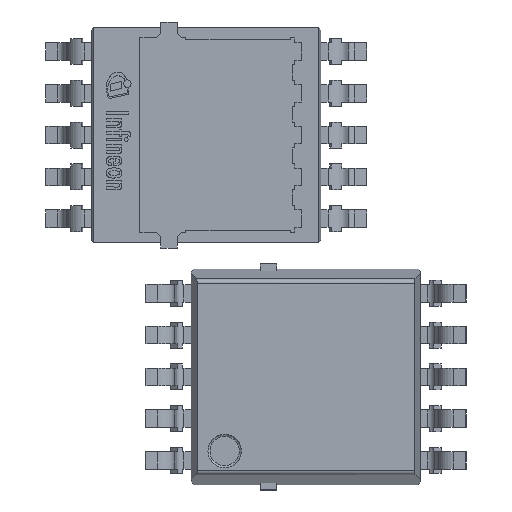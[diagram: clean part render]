
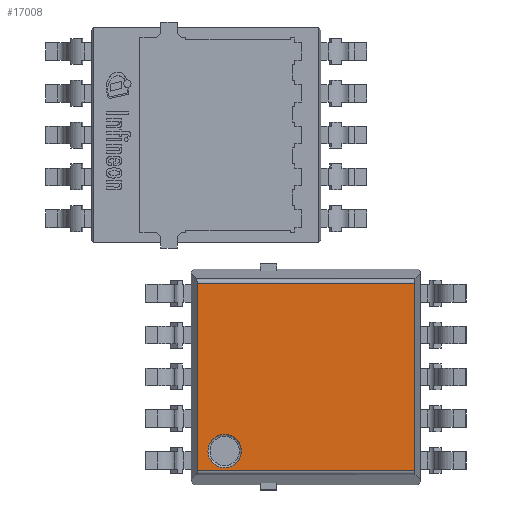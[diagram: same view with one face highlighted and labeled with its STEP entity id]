
A CAD part, top view. The second image highlights one B-rep face of the part: STEP entity #17008.
In plain terms, the highlighted planar face has unit normal (0, 0, 1).
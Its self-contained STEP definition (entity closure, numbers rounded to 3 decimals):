
#202=CIRCLE('',#18124,0.4);
#462=FACE_BOUND('',#2426,.T.);
#1490=FACE_OUTER_BOUND('',#2425,.T.);
#2425=EDGE_LOOP('',(#14021,#14022,#14023,#14024));
#2426=EDGE_LOOP('',(#14025));
#4019=LINE('',#28043,#5897);
#4020=LINE('',#28045,#5898);
#4021=LINE('',#28047,#5899);
#4022=LINE('',#28048,#5900);
#5897=VECTOR('',#21456,1000.);
#5898=VECTOR('',#21457,1000.);
#5899=VECTOR('',#21458,1000.);
#5900=VECTOR('',#21459,1000.);
#7584=VERTEX_POINT('',#27889);
#7657=VERTEX_POINT('',#28041);
#7658=VERTEX_POINT('',#28042);
#7659=VERTEX_POINT('',#28044);
#7660=VERTEX_POINT('',#28046);
#9796=EDGE_CURVE('',#7584,#7584,#202,.T.);
#9869=EDGE_CURVE('',#7657,#7658,#4019,.T.);
#9870=EDGE_CURVE('',#7658,#7659,#4020,.T.);
#9871=EDGE_CURVE('',#7660,#7659,#4021,.T.);
#9872=EDGE_CURVE('',#7660,#7657,#4022,.T.);
#14021=ORIENTED_EDGE('',*,*,#9869,.T.);
#14022=ORIENTED_EDGE('',*,*,#9870,.T.);
#14023=ORIENTED_EDGE('',*,*,#9871,.F.);
#14024=ORIENTED_EDGE('',*,*,#9872,.T.);
#14025=ORIENTED_EDGE('',*,*,#9796,.F.);
#16124=PLANE('',#18129);
#17008=ADVANCED_FACE('',(#1490,#462),#16124,.F.);
#18124=AXIS2_PLACEMENT_3D('',#27891,#21372,#21373);
#18129=AXIS2_PLACEMENT_3D('',#28040,#21454,#21455);
#21372=DIRECTION('center_axis',(0.,0.,1.));
#21373=DIRECTION('ref_axis',(0.,-1.,0.));
#21454=DIRECTION('center_axis',(0.,0.,-1.));
#21455=DIRECTION('ref_axis',(0.,1.,0.));
#21456=DIRECTION('',(0.,1.,0.));
#21457=DIRECTION('',(-1.,0.,0.));
#21458=DIRECTION('',(0.,1.,0.));
#21459=DIRECTION('',(1.,0.,0.));
#27889=CARTESIAN_POINT('',(0.44,-7.161,1.425));
#27891=CARTESIAN_POINT('Origin',(0.44,-7.561,1.425));
#28040=CARTESIAN_POINT('Origin',(2.38,-5.786,1.425));
#28041=CARTESIAN_POINT('',(4.979,-8.03,1.425));
#28042=CARTESIAN_POINT('',(4.979,-3.543,1.425));
#28043=CARTESIAN_POINT('',(4.979,-8.361,1.425));
#28044=CARTESIAN_POINT('',(-0.219,-3.543,1.425));
#28045=CARTESIAN_POINT('',(2.38,-3.543,1.425));
#28046=CARTESIAN_POINT('',(-0.219,-8.03,1.425));
#28047=CARTESIAN_POINT('',(-0.219,-8.361,1.425));
#28048=CARTESIAN_POINT('',(2.38,-8.03,1.425));
